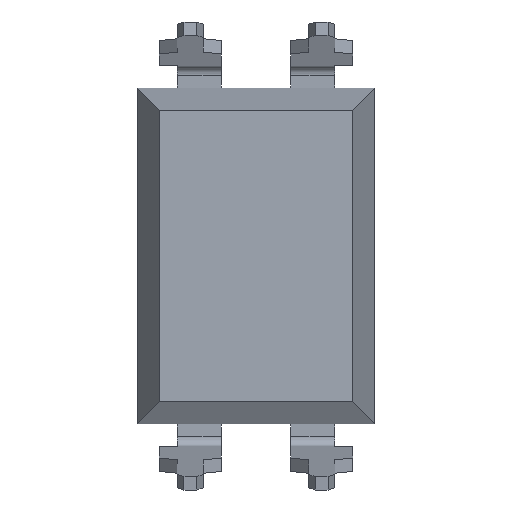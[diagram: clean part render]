
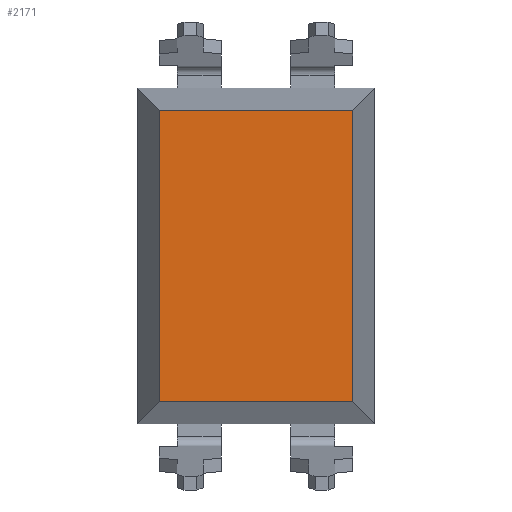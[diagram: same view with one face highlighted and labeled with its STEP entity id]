
A CAD part, front view. The second image highlights one B-rep face of the part: STEP entity #2171.
In plain terms, the highlighted planar face has unit normal (0, -1, 0).
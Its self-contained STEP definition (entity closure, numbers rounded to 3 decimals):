
#5 = VECTOR ( 'NONE', #1477, 1000. ) ;
#81 = DIRECTION ( 'NONE',  ( 0., 0., -1. ) ) ;
#280 = VECTOR ( 'NONE', #382, 1000. ) ;
#364 = CARTESIAN_POINT ( 'NONE',  ( -2.3, 1., -2.818 ) ) ;
#382 = DIRECTION ( 'NONE',  ( 1., 0., 0. ) ) ;
#478 = FACE_OUTER_BOUND ( 'NONE', #1776, .T. ) ;
#554 = EDGE_CURVE ( 'NONE', #1649, #1103, #1395, .T. ) ;
#689 = CARTESIAN_POINT ( 'NONE',  ( -1.868, 1., 2.818 ) ) ;
#768 = CARTESIAN_POINT ( 'NONE',  ( 0., 1., 0. ) ) ;
#875 = LINE ( 'NONE', #364, #280 ) ;
#998 = VECTOR ( 'NONE', #1085, 1000. ) ;
#1003 = VECTOR ( 'NONE', #81, 1000. ) ;
#1012 = CARTESIAN_POINT ( 'NONE',  ( 1.868, 1., -3.25 ) ) ;
#1048 = EDGE_CURVE ( 'NONE', #1697, #1751, #2357, .T. ) ;
#1085 = DIRECTION ( 'NONE',  ( -1., 0., 0. ) ) ;
#1103 = VERTEX_POINT ( 'NONE', #1294 ) ;
#1136 = ORIENTED_EDGE ( 'NONE', *, *, #1988, .T. ) ;
#1294 = CARTESIAN_POINT ( 'NONE',  ( -1.868, 1., -2.818 ) ) ;
#1395 = LINE ( 'NONE', #1609, #1003 ) ;
#1397 = DIRECTION ( 'NONE',  ( 0., -1., 0. ) ) ;
#1477 = DIRECTION ( 'NONE',  ( 0., 0., 1. ) ) ;
#1609 = CARTESIAN_POINT ( 'NONE',  ( -1.868, 1., 3.25 ) ) ;
#1649 = VERTEX_POINT ( 'NONE', #689 ) ;
#1659 = AXIS2_PLACEMENT_3D ( 'NONE', #768, #1397, #2272 ) ;
#1697 = VERTEX_POINT ( 'NONE', #1792 ) ;
#1751 = VERTEX_POINT ( 'NONE', #1767 ) ;
#1767 = CARTESIAN_POINT ( 'NONE',  ( 1.868, 1., 2.818 ) ) ;
#1776 = EDGE_LOOP ( 'NONE', ( #1136, #2761, #1800, #1900 ) ) ;
#1792 = CARTESIAN_POINT ( 'NONE',  ( 1.868, 1., -2.818 ) ) ;
#1800 = ORIENTED_EDGE ( 'NONE', *, *, #2835, .T. ) ;
#1900 = ORIENTED_EDGE ( 'NONE', *, *, #554, .T. ) ;
#1988 = EDGE_CURVE ( 'NONE', #1103, #1697, #875, .T. ) ;
#2131 = LINE ( 'NONE', #2376, #998 ) ;
#2171 = ADVANCED_FACE ( 'NONE', ( #478 ), #2255, .T. ) ;
#2255 = PLANE ( 'NONE',  #1659 ) ;
#2272 = DIRECTION ( 'NONE',  ( 0., 0., -1. ) ) ;
#2357 = LINE ( 'NONE', #1012, #5 ) ;
#2376 = CARTESIAN_POINT ( 'NONE',  ( 2.3, 1., 2.818 ) ) ;
#2761 = ORIENTED_EDGE ( 'NONE', *, *, #1048, .T. ) ;
#2835 = EDGE_CURVE ( 'NONE', #1751, #1649, #2131, .T. ) ;
